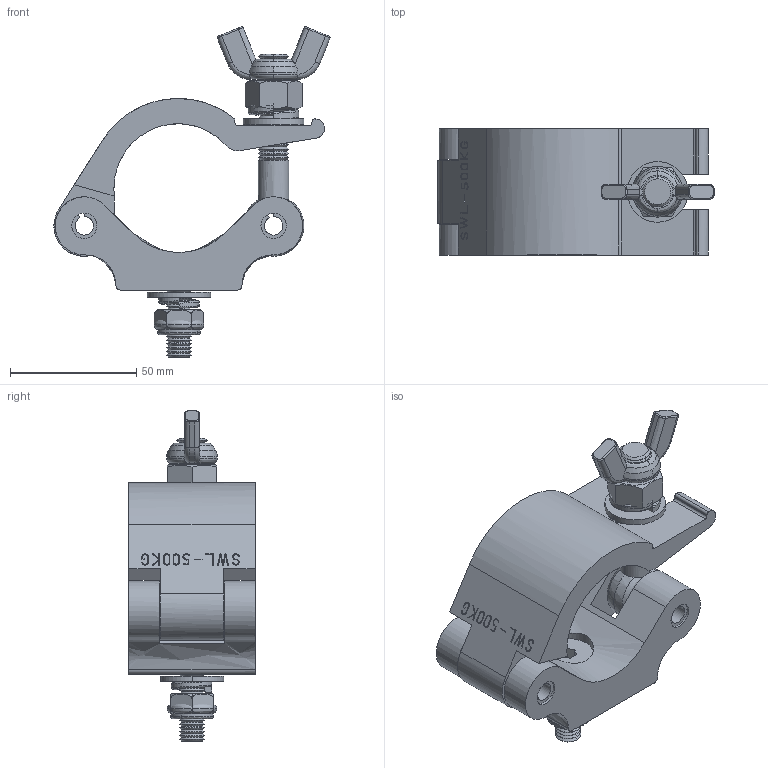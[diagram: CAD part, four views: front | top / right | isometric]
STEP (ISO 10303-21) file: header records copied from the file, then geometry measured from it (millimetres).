
FILE_DESCRIPTION(/* description */ (''),/* implementation_level */ '2;1');
FILE_NAME(/* name */ 'RIDAE4~1',/* time_stamp */ '2021-11-03T09:47:53+08:00',/* author */ (''),/* organization */ (''),/* preprocessor_version */ 'ST-DEVELOPER v16.5',/* originating_system */ '',/* authorisation */ '');
FILE_SCHEMA (('AUTOMOTIVE_DESIGN'));
Length unit declared in the file: millimetre
Products named in the file (1): Document
Bounding box: 109.31 x 50 x 130.78 mm (x, y, z)
Volume: 76205.3 mm3; surface area: 56091.1 mm2
Topology: 10 solids, 17 shells, 591 faces, 1397 edges, 834 vertices
Faces by surface type: bspline 433, plane 158
Entity records: 23804 total; most frequent: CARTESIAN_POINT 15577, ORIENTED_EDGE 2718, EDGE_CURVE 1374, VERTEX_POINT 825, B_SPLINE_CURVE_WITH_KNOTS 807, EDGE_LOOP 620, ADVANCED_FACE 580, FACE_OUTER_BOUND 580
